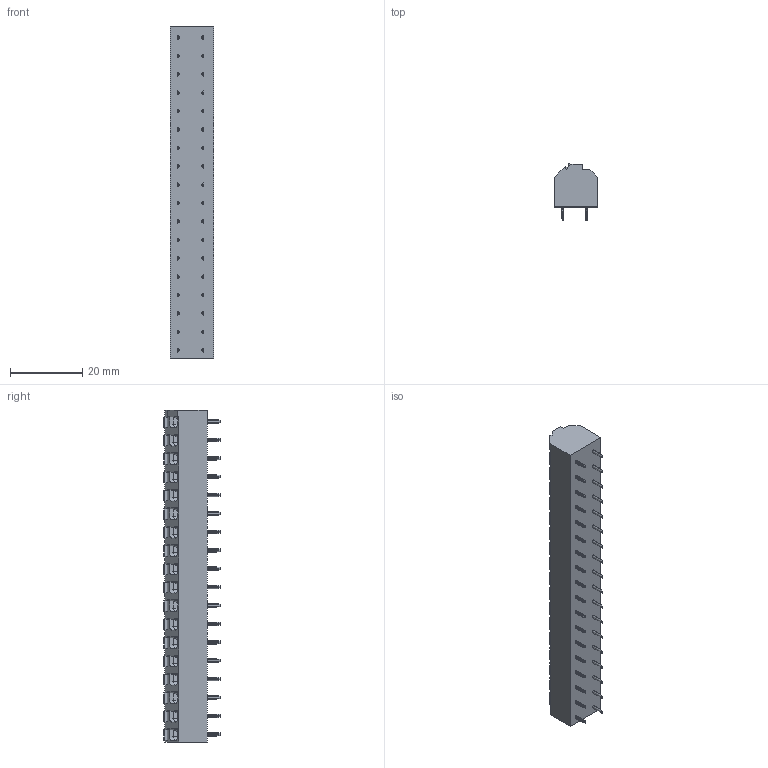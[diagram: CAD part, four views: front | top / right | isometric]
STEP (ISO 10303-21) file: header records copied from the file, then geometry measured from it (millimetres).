
FILE_DESCRIPTION((''),'2;1');
FILE_NAME('PRT0001','2024-09-25T',('sj'),(''),'PRO/ENGINEER BY PARAMETRIC TECHNOLOGY CORPORATION, 2013240','PRO/ENGINEER BY PARAMETRIC TECHNOLOGY CORPORATION, 2013240','');
FILE_SCHEMA(('AUTOMOTIVE_DESIGN_CC2 { 1 2 10303 214 -1 1 5 2 }'));
Length unit declared in the file: millimetre
Products named in the file (1): PRT0001
Bounding box: 12 x 15.57 x 91.67 mm (x, y, z)
Volume: 10996.6 mm3; surface area: 5611.8 mm2
Topology: 1 solids, 1 shells, 928 faces, 2508 edges, 1636 vertices
Faces by surface type: plane 730, cylinder 162, cone 36
Entity records: 28676 total; most frequent: CARTESIAN_POINT 5288, ORIENTED_EDGE 5016, DIRECTION 4580, EDGE_CURVE 2508, VECTOR 2004, LINE 2004, VERTEX_POINT 1636, AXIS2_PLACEMENT_3D 1288
